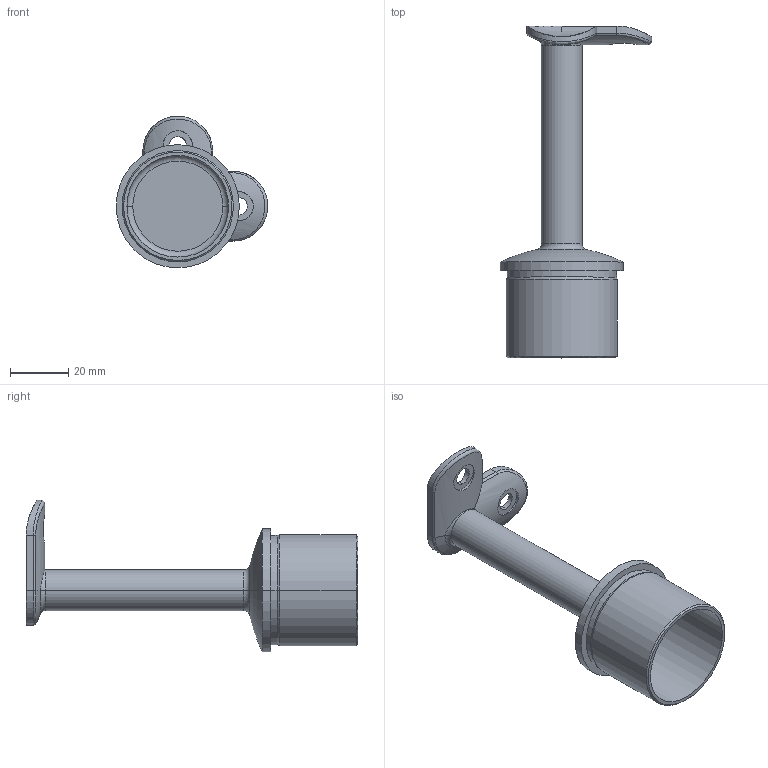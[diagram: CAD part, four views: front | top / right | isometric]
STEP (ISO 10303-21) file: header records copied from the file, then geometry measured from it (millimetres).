
FILE_DESCRIPTION (( 'STEP AP203' ), '1' );
FILE_NAME ('A_0710-842.STEP', '2019-04-06T12:00:00', ( '' ), ( '' ), 'SwSTEP 2.0', 'SolidWorks 2013', '' );
FILE_SCHEMA (( 'CONFIG_CONTROL_DESIGN' ));
Length unit declared in the file: millimetre
Products named in the file (1): A_0710-842
Bounding box: 52.2 x 114.22 x 52.2 mm (x, y, z)
Volume: 25890.4 mm3; surface area: 16314.4 mm2
Topology: 1 solids, 1 shells, 55 faces, 117 edges, 68 vertices
Faces by surface type: cylinder 29, plane 9, torus 9, cone 4, sphere 2, bspline 2
Entity records: 2461 total; most frequent: CARTESIAN_POINT 1201, DIRECTION 261, ORIENTED_EDGE 234, EDGE_CURVE 117, AXIS2_PLACEMENT_3D 110, VERTEX_POINT 68, EDGE_LOOP 63, CIRCLE 56
